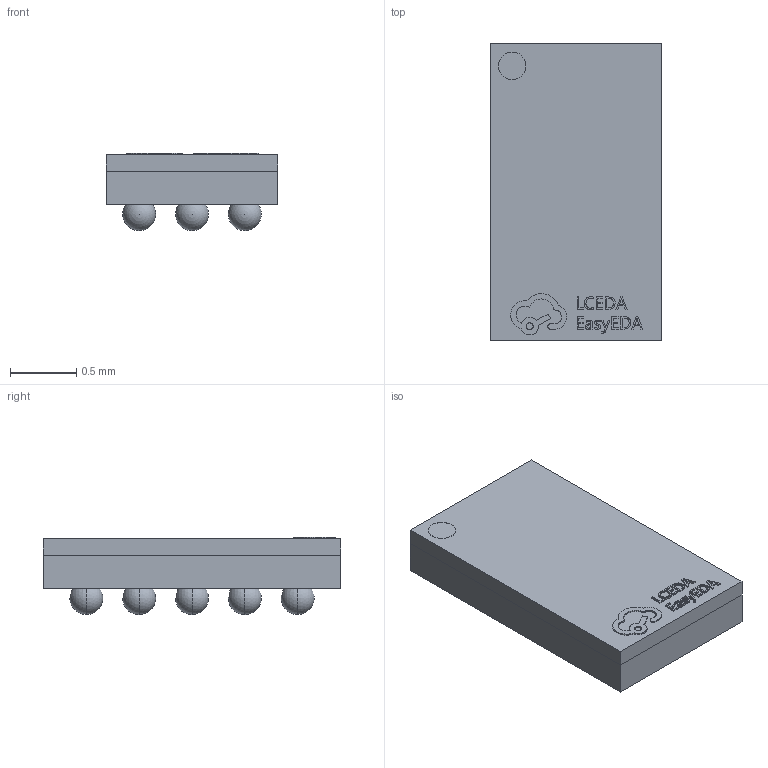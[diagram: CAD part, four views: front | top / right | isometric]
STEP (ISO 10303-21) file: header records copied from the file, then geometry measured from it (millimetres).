
FILE_DESCRIPTION (( 'STEP AP214' ), '1' );
FILE_NAME ('DSBGA-15_L2.3-W1.3-R5-C3-P0.40-TL.STEP', '2022-08-27T13:56:34', ( '' ), ( '' ), 'SwSTEP 2.0', 'SolidWorks 2020', '' );
FILE_SCHEMA (( 'AUTOMOTIVE_DESIGN' ));
Length unit declared in the file: millimetre
Products named in the file (1): DSBGA-15_L2.3-W1.3-R5-C3-P0.40-TL
Bounding box: 1.3 x 2.25 x 0.58 mm (x, y, z)
Volume: 1.2 mm3; surface area: 17.3 mm2
Topology: 17 solids, 17 shells, 284 faces, 780 edges, 520 vertices
Faces by surface type: plane 154, bspline 98, sphere 30, cylinder 2
Entity records: 12247 total; most frequent: CARTESIAN_POINT 2771, ORIENTED_EDGE 1410, DIRECTION 943, EDGE_CURVE 705, VERTEX_POINT 475, LINE 441, VECTOR 441, EDGE_LOOP 304
